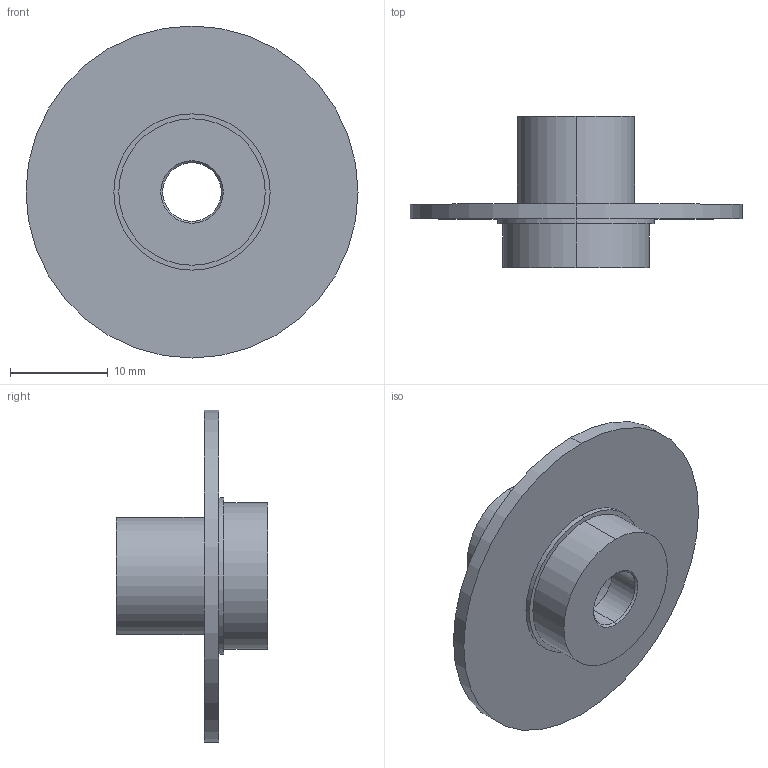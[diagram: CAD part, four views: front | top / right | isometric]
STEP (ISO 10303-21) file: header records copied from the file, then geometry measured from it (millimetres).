
FILE_DESCRIPTION (( 'STEP AP214' ), '1' );
FILE_NAME ('sun gear holder.STEP', '2025-02-09T13:17:50', ( '' ), ( '' ), 'SwSTEP 2.0', 'SolidWorks 2024', '' );
FILE_SCHEMA (( 'AUTOMOTIVE_DESIGN' ));
Length unit declared in the file: millimetre
Products named in the file (1): sun gear holder
Bounding box: 34 x 15.5 x 34 mm (x, y, z)
Volume: 2035.8 mm3; surface area: 2974.5 mm2
Topology: 1 solids, 1 shells, 20 faces, 40 edges, 26 vertices
Faces by surface type: cylinder 12, plane 6, cone 2
Entity records: 561 total; most frequent: DIRECTION 108, CARTESIAN_POINT 87, ORIENTED_EDGE 80, AXIS2_PLACEMENT_3D 47, EDGE_CURVE 40, VERTEX_POINT 26, CIRCLE 26, EDGE_LOOP 26
